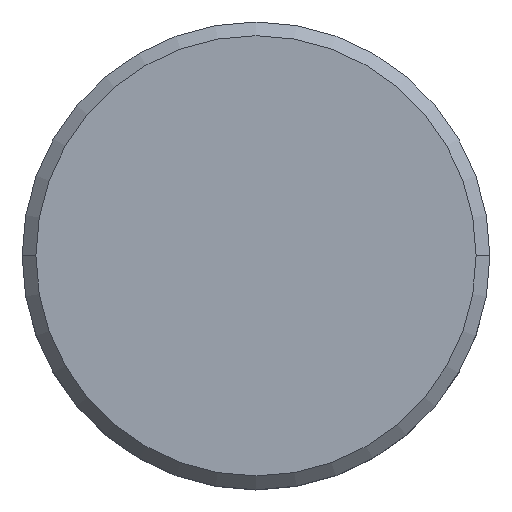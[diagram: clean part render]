
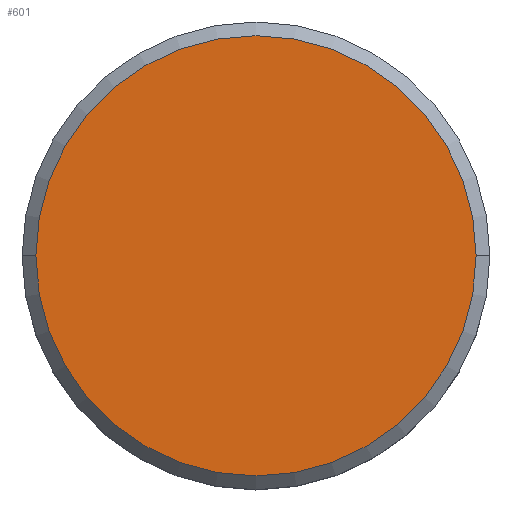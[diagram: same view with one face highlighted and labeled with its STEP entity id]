
A CAD part, top view. The second image highlights one B-rep face of the part: STEP entity #601.
In plain terms, the highlighted planar face has unit normal (0, 0, 1).
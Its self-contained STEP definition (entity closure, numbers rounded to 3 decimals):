
#27 = CARTESIAN_POINT ( 'NONE',  ( 0., 0., 0. ) ) ;
#134 = EDGE_CURVE ( 'NONE', #838, #791, #880, .T. ) ;
#162 = DIRECTION ( 'NONE',  ( 0., 0., 1. ) ) ;
#195 = EDGE_LOOP ( 'NONE', ( #410, #1111 ) ) ;
#242 = DIRECTION ( 'NONE',  ( 1., 0., 0. ) ) ;
#258 = DIRECTION ( 'NONE',  ( 1., 0., 0. ) ) ;
#263 = DIRECTION ( 'NONE',  ( 0., 0., 1. ) ) ;
#270 = DIRECTION ( 'NONE',  ( 1., 0., 0. ) ) ;
#327 = CARTESIAN_POINT ( 'NONE',  ( 8., 0., 0. ) ) ;
#362 = CIRCLE ( 'NONE', #554, 8. ) ;
#410 = ORIENTED_EDGE ( 'NONE', *, *, #134, .T. ) ;
#439 = CARTESIAN_POINT ( 'NONE',  ( 0., 0., 0. ) ) ;
#478 = EDGE_CURVE ( 'NONE', #791, #838, #362, .T. ) ;
#554 = AXIS2_PLACEMENT_3D ( 'NONE', #439, #162, #270 ) ;
#601 = ADVANCED_FACE ( 'NONE', ( #620 ), #881, .T. ) ;
#620 = FACE_OUTER_BOUND ( 'NONE', #195, .T. ) ;
#706 = AXIS2_PLACEMENT_3D ( 'NONE', #1034, #263, #258 ) ;
#754 = DIRECTION ( 'NONE',  ( 0., 0., 1. ) ) ;
#791 = VERTEX_POINT ( 'NONE', #327 ) ;
#838 = VERTEX_POINT ( 'NONE', #990 ) ;
#880 = CIRCLE ( 'NONE', #930, 8. ) ;
#881 = PLANE ( 'NONE',  #706 ) ;
#930 = AXIS2_PLACEMENT_3D ( 'NONE', #27, #754, #242 ) ;
#990 = CARTESIAN_POINT ( 'NONE',  ( -8., 0., 0. ) ) ;
#1034 = CARTESIAN_POINT ( 'NONE',  ( 0., 0., 0. ) ) ;
#1111 = ORIENTED_EDGE ( 'NONE', *, *, #478, .T. ) ;
